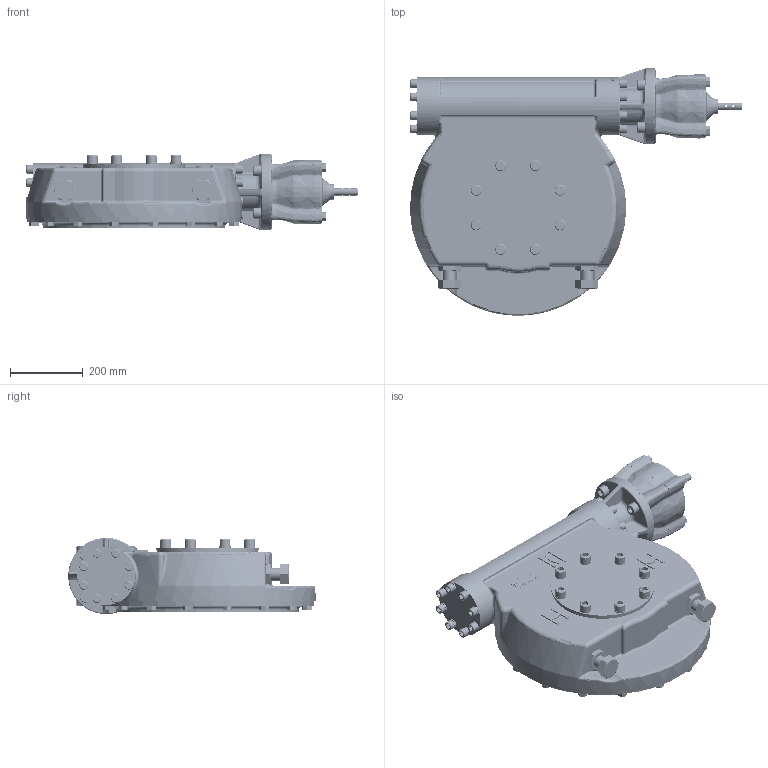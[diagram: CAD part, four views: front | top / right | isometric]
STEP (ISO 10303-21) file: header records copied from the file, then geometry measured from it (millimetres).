
FILE_DESCRIPTION(/* description */ ('Unknown'),/* implementation_level */ '2;1');
FILE_NAME(/* name */ 'PUB-HOW9-MPR28-MAN_SOLID_0-1',/* time_stamp */ '2019-10-23T15:36:49+01:00',/* author */ ('Unknown'),/* organization */ ('Unknown'),/* preprocessor_version */ 'ST-DEVELOPER v16.7',/* originating_system */ 'DEX',/* authorisation */ $);
FILE_SCHEMA (('AUTOMOTIVE_DESIGN {1 0 10303 214 3 1 1}'));
Products named in the file (1): PUB-HOW9-MPR28-MAN_SOLID_0-1
Bounding box: 915.48 x 682.51 x 210.13 mm (x, y, z)
Volume: 47825332.2 mm3; surface area: 1957993.6 mm2
Topology: 1 solids, 1 shells, 9656 faces, 26806 edges, 17395 vertices
Faces by surface type: plane 4077, cylinder 2775, bspline 1805, cone 552, torus 353, sphere 94
Full cylindrical faces by diameter (mm): 2.5 x2, 5 x3, 6 x6, 10.106 x1, 15 x3, 16 x4, 16.5 x4, 17 x7, 17.294 x16, 20 x7, 20.5 x4, 22.098 x1, 23 x2, 24 x16, 25 x4, 25.4 x28, 26 x2, 28 x3, 30 x13, 30.7 x8, 36 x3, 130 x1, 138 x1, 160 x1, 162 x1, 165 x1, 210 x1, 219.95 x1, 220 x5, 229.4 x1
Entity records: 380572 total; most frequent: CARTESIAN_POINT 152838, ORIENTED_EDGE 52020, DIRECTION 41114, EDGE_CURVE 26010, VERTEX_POINT 17163, AXIS2_PLACEMENT_3D 15180, FACE_BOUND 10757, LINE 10754
